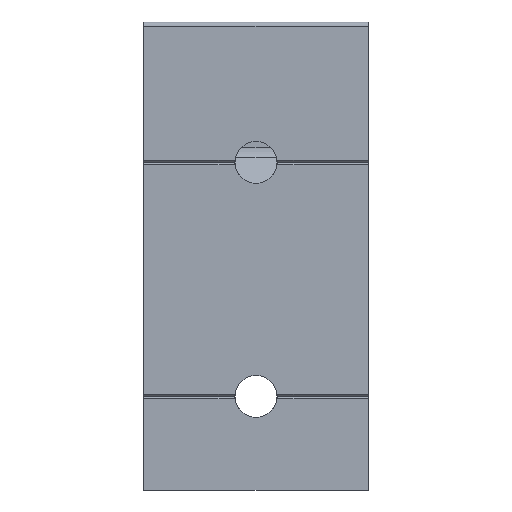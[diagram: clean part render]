
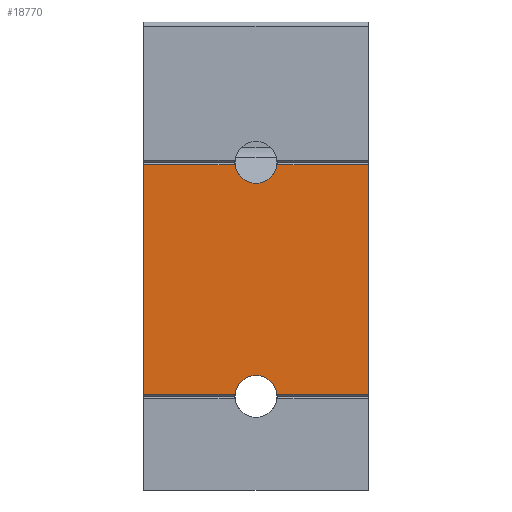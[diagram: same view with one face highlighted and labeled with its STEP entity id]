
A CAD part, front view. The second image highlights one B-rep face of the part: STEP entity #18770.
In plain terms, the highlighted face is planar.
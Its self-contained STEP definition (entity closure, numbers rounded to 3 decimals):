
#3140=CARTESIAN_POINT('',(-24.,0.,-82.));
#3150=DIRECTION('',(0.,0.,-1.));
#3160=VECTOR('',#3150,1.);
#3170=LINE('',#3140,#3160);
#3340=CARTESIAN_POINT('',(-24.,0.,-59.5));
#3350=VERTEX_POINT('',#3340);
#3380=CARTESIAN_POINT('',(-24.,0.,-10.5));
#3390=VERTEX_POINT('',#3380);
#3400=EDGE_CURVE('',#3390,#3350,#3170,.T.);
#8590=CARTESIAN_POINT('',(24.,0.,-82.));
#8600=DIRECTION('',(0.,0.,-1.));
#8610=VECTOR('',#8600,1.);
#8620=LINE('',#8590,#8610);
#8790=CARTESIAN_POINT('',(24.,0.,-10.5));
#8800=VERTEX_POINT('',#8790);
#8830=CARTESIAN_POINT('',(24.,0.,-59.5));
#8840=VERTEX_POINT('',#8830);
#8850=EDGE_CURVE('',#8800,#8840,#8620,.T.);
#18060=CARTESIAN_POINT('',(4.472,0.,-10.5)
);
#18070=VERTEX_POINT('',#18060);
#18100=CARTESIAN_POINT('',(81.,0.,-10.5));
#18110=DIRECTION('',(-1.,0.,0.));
#18120=VECTOR('',#18110,1.);
#18130=LINE('',#18100,#18120);
#18140=EDGE_CURVE('',#8800,#18070,#18130,.T.);
#18370=CARTESIAN_POINT('',(81.,0.,18.));
#18380=DIRECTION('',(0.,1.,0.));
#18390=DIRECTION('',(0.,0.,-1.));
#18400=AXIS2_PLACEMENT_3D('',#18370,#18380,#18390);
#18410=PLANE('',#18400);
#18420=ORIENTED_EDGE('',*,*,#8850,.T.);
#18430=ORIENTED_EDGE('',*,*,#18140,.F.);
#18440=CARTESIAN_POINT('',(0.,0.,-10.));
#18450=DIRECTION('',(0.,-1.,0.));
#18460=DIRECTION('',(1.,0.,0.));
#18470=AXIS2_PLACEMENT_3D('',#18440,#18450,#18460);
#18480=CIRCLE('',#18470,4.5);
#18490=CARTESIAN_POINT('',(-4.472,0.,-10.5)
);
#18500=VERTEX_POINT('',#18490);
#18510=EDGE_CURVE('',#18500,#18070,#18480,.T.);
#18520=ORIENTED_EDGE('',*,*,#18510,.T.);
#18530=EDGE_CURVE('',#18500,#3390,#18130,.T.);
#18540=ORIENTED_EDGE('',*,*,#18530,.F.);
#18550=ORIENTED_EDGE('',*,*,#3400,.F.);
#18560=CARTESIAN_POINT('',(81.,0.,-59.5));
#18570=DIRECTION('',(1.,0.,0.));
#18580=VECTOR('',#18570,1.);
#18590=LINE('',#18560,#18580);
#18600=CARTESIAN_POINT('',(-4.472,0.,-59.5
));
#18610=VERTEX_POINT('',#18600);
#18620=EDGE_CURVE('',#3350,#18610,#18590,.T.);
#18630=ORIENTED_EDGE('',*,*,#18620,.F.);
#18640=CARTESIAN_POINT('',(0.,0.,-60.));
#18650=DIRECTION('',(0.,-1.,0.));
#18660=DIRECTION('',(1.,0.,0.));
#18670=AXIS2_PLACEMENT_3D('',#18640,#18650,#18660);
#18680=CIRCLE('',#18670,4.5);
#18690=CARTESIAN_POINT('',(4.472,0.,-59.5))
;
#18700=VERTEX_POINT('',#18690);
#18710=EDGE_CURVE('',#18700,#18610,#18680,.T.);
#18720=ORIENTED_EDGE('',*,*,#18710,.T.);
#18730=EDGE_CURVE('',#18700,#8840,#18590,.T.);
#18740=ORIENTED_EDGE('',*,*,#18730,.F.);
#18750=EDGE_LOOP('',(#18740,#18720,#18630,#18550,#18540,#18520,#18430,
#18420));
#18760=FACE_OUTER_BOUND('',#18750,.T.);
#18770=ADVANCED_FACE('',(#18760),#18410,.T.);
